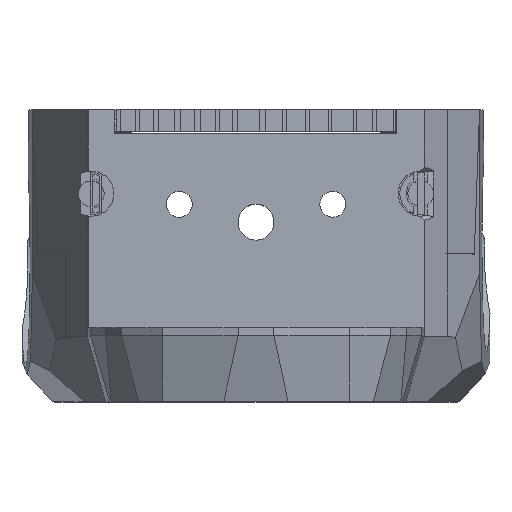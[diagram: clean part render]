
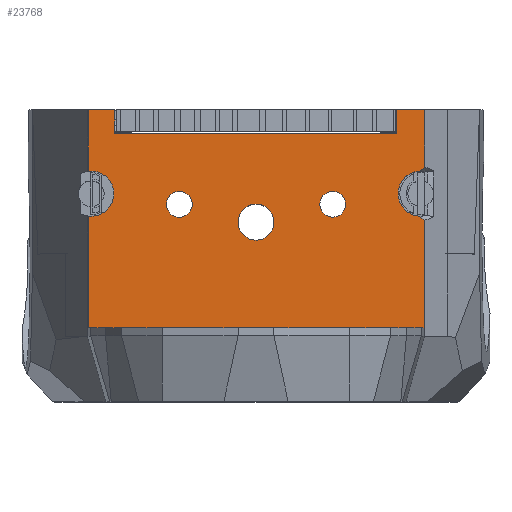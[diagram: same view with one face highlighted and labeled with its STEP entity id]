
A CAD part, top view. The second image highlights one B-rep face of the part: STEP entity #23768.
In plain terms, the highlighted planar face has unit normal (0, 0, 1).
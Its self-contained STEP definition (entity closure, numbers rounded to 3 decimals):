
#226=FACE_BOUND('',#3958,.T.);
#227=FACE_BOUND('',#3959,.T.);
#228=FACE_BOUND('',#3960,.T.);
#360=B_SPLINE_CURVE_WITH_KNOTS('',3,(#44587,#44588,#44589,#44590,#44591,
#44592),.UNSPECIFIED.,.F.,.F.,(4,2,4),(0.,0.034,0.069),
 .UNSPECIFIED.);
#366=B_SPLINE_CURVE_WITH_KNOTS('',3,(#44670,#44671,#44672,#44673,#44674,
#44675),.UNSPECIFIED.,.F.,.F.,(4,2,4),(0.,0.034,0.069),
 .UNSPECIFIED.);
#1385=PLANE('',#26303);
#2625=FACE_OUTER_BOUND('',#3957,.T.);
#3957=EDGE_LOOP('',(#21349,#21350,#21351,#21352,#21353,#21354,#21355,#21356,
#21357,#21358,#21359,#21360,#21361,#21362));
#3958=EDGE_LOOP('',(#21363));
#3959=EDGE_LOOP('',(#21364));
#3960=EDGE_LOOP('',(#21365));
#6099=LINE('',#44726,#8397);
#6100=LINE('',#44728,#8398);
#6101=LINE('',#44730,#8399);
#6102=LINE('',#44732,#8400);
#6103=LINE('',#44734,#8401);
#6104=LINE('',#44736,#8402);
#6105=LINE('',#44738,#8403);
#6106=LINE('',#44742,#8404);
#6107=LINE('',#44744,#8405);
#6108=LINE('',#44745,#8406);
#8397=VECTOR('',#32738,10.);
#8398=VECTOR('',#32739,10.);
#8399=VECTOR('',#32740,10.);
#8400=VECTOR('',#32741,10.);
#8401=VECTOR('',#32742,10.);
#8402=VECTOR('',#32743,10.);
#8403=VECTOR('',#32744,10.);
#8404=VECTOR('',#32747,10.);
#8405=VECTOR('',#32748,10.);
#8406=VECTOR('',#32749,10.);
#9684=CIRCLE('',#26302,2.8);
#9685=CIRCLE('',#26304,2.8);
#9686=CIRCLE('',#26305,2.223);
#9687=CIRCLE('',#26306,1.6);
#9688=CIRCLE('',#26307,1.6);
#11647=VERTEX_POINT('',#44581);
#11648=VERTEX_POINT('',#44586);
#11666=VERTEX_POINT('',#44664);
#11667=VERTEX_POINT('',#44669);
#11670=VERTEX_POINT('',#44725);
#11671=VERTEX_POINT('',#44727);
#11672=VERTEX_POINT('',#44729);
#11673=VERTEX_POINT('',#44731);
#11674=VERTEX_POINT('',#44733);
#11675=VERTEX_POINT('',#44735);
#11676=VERTEX_POINT('',#44737);
#11677=VERTEX_POINT('',#44739);
#11678=VERTEX_POINT('',#44741);
#11679=VERTEX_POINT('',#44743);
#11680=VERTEX_POINT('',#44746);
#11681=VERTEX_POINT('',#44748);
#11682=VERTEX_POINT('',#44750);
#14915=EDGE_CURVE('',#11647,#11648,#360,.T.);
#14939=EDGE_CURVE('',#11666,#11667,#366,.T.);
#14946=EDGE_CURVE('',#11647,#11667,#9684,.T.);
#14947=EDGE_CURVE('',#11670,#11666,#6099,.F.);
#14948=EDGE_CURVE('',#11671,#11670,#6100,.T.);
#14949=EDGE_CURVE('',#11672,#11671,#6101,.F.);
#14950=EDGE_CURVE('',#11673,#11672,#6102,.F.);
#14951=EDGE_CURVE('',#11674,#11673,#6103,.F.);
#14952=EDGE_CURVE('',#11675,#11674,#6104,.T.);
#14953=EDGE_CURVE('',#11676,#11675,#6105,.F.);
#14954=EDGE_CURVE('',#11676,#11677,#9685,.T.);
#14955=EDGE_CURVE('',#11678,#11677,#6106,.F.);
#14956=EDGE_CURVE('',#11679,#11678,#6107,.T.);
#14957=EDGE_CURVE('',#11648,#11679,#6108,.F.);
#14958=EDGE_CURVE('',#11680,#11680,#9686,.T.);
#14959=EDGE_CURVE('',#11681,#11681,#9687,.T.);
#14960=EDGE_CURVE('',#11682,#11682,#9688,.T.);
#21349=ORIENTED_EDGE('',*,*,#14915,.F.);
#21350=ORIENTED_EDGE('',*,*,#14946,.T.);
#21351=ORIENTED_EDGE('',*,*,#14939,.F.);
#21352=ORIENTED_EDGE('',*,*,#14947,.F.);
#21353=ORIENTED_EDGE('',*,*,#14948,.F.);
#21354=ORIENTED_EDGE('',*,*,#14949,.F.);
#21355=ORIENTED_EDGE('',*,*,#14950,.F.);
#21356=ORIENTED_EDGE('',*,*,#14951,.F.);
#21357=ORIENTED_EDGE('',*,*,#14952,.F.);
#21358=ORIENTED_EDGE('',*,*,#14953,.F.);
#21359=ORIENTED_EDGE('',*,*,#14954,.T.);
#21360=ORIENTED_EDGE('',*,*,#14955,.F.);
#21361=ORIENTED_EDGE('',*,*,#14956,.F.);
#21362=ORIENTED_EDGE('',*,*,#14957,.F.);
#21363=ORIENTED_EDGE('',*,*,#14958,.T.);
#21364=ORIENTED_EDGE('',*,*,#14959,.T.);
#21365=ORIENTED_EDGE('',*,*,#14960,.T.);
#23768=ADVANCED_FACE('',(#2625,#226,#227,#228),#1385,.F.);
#26302=AXIS2_PLACEMENT_3D('',#44723,#32734,#32735);
#26303=AXIS2_PLACEMENT_3D('',#44724,#32736,#32737);
#26304=AXIS2_PLACEMENT_3D('',#44740,#32745,#32746);
#26305=AXIS2_PLACEMENT_3D('',#44747,#32750,#32751);
#26306=AXIS2_PLACEMENT_3D('',#44749,#32752,#32753);
#26307=AXIS2_PLACEMENT_3D('',#44751,#32754,#32755);
#32734=DIRECTION('center_axis',(0.,0.,-1.));
#32735=DIRECTION('ref_axis',(-1.,0.,0.));
#32736=DIRECTION('center_axis',(0.,0.,-1.));
#32737=DIRECTION('ref_axis',(1.,0.,0.));
#32738=DIRECTION('',(0.,1.,0.));
#32739=DIRECTION('',(1.,0.,0.));
#32740=DIRECTION('',(0.,-1.,0.));
#32741=DIRECTION('',(-1.,0.,0.));
#32742=DIRECTION('',(0.,1.,0.));
#32743=DIRECTION('',(1.,0.,0.));
#32744=DIRECTION('',(0.,-1.,0.));
#32745=DIRECTION('center_axis',(0.,0.,-1.));
#32746=DIRECTION('ref_axis',(-1.,0.,0.));
#32747=DIRECTION('',(0.,-1.,0.));
#32748=DIRECTION('',(-1.,0.,0.));
#32749=DIRECTION('',(0.,1.,0.));
#32750=DIRECTION('center_axis',(0.,0.,-1.));
#32751=DIRECTION('ref_axis',(-1.,0.,0.));
#32752=DIRECTION('center_axis',(0.,0.,-1.));
#32753=DIRECTION('ref_axis',(-1.,0.,0.));
#32754=DIRECTION('center_axis',(0.,0.,-1.));
#32755=DIRECTION('ref_axis',(-1.,0.,0.));
#44581=CARTESIAN_POINT('',(20.351,-23.88,289.806));
#44586=CARTESIAN_POINT('',(20.851,-24.353,289.806));
#44587=CARTESIAN_POINT('Ctrl Pts',(20.351,-23.88,289.806));
#44588=CARTESIAN_POINT('Ctrl Pts',(20.434,-23.959,289.806));
#44589=CARTESIAN_POINT('Ctrl Pts',(20.518,-24.037,289.806));
#44590=CARTESIAN_POINT('Ctrl Pts',(20.684,-24.195,289.806));
#44591=CARTESIAN_POINT('Ctrl Pts',(20.767,-24.274,289.806));
#44592=CARTESIAN_POINT('Ctrl Pts',(20.851,-24.353,289.806));
#44664=CARTESIAN_POINT('',(20.851,-17.811,289.806));
#44669=CARTESIAN_POINT('',(20.351,-18.283,289.806));
#44670=CARTESIAN_POINT('Ctrl Pts',(20.851,-17.811,289.806));
#44671=CARTESIAN_POINT('Ctrl Pts',(20.767,-17.89,289.806));
#44672=CARTESIAN_POINT('Ctrl Pts',(20.684,-17.968,289.806));
#44673=CARTESIAN_POINT('Ctrl Pts',(20.518,-18.126,289.806));
#44674=CARTESIAN_POINT('Ctrl Pts',(20.434,-18.205,289.806));
#44675=CARTESIAN_POINT('Ctrl Pts',(20.351,-18.283,289.806));
#44723=CARTESIAN_POINT('Origin',(20.448,-21.082,289.806));
#44724=CARTESIAN_POINT('Origin',(-29.,-10.682,289.806));
#44725=CARTESIAN_POINT('',(20.851,-10.682,289.806));
#44726=CARTESIAN_POINT('',(20.851,-24.694,289.806));
#44727=CARTESIAN_POINT('',(17.5,-10.682,289.806));
#44728=CARTESIAN_POINT('',(-0.636,-10.682,289.806));
#44729=CARTESIAN_POINT('',(17.5,-13.632,289.806));
#44730=CARTESIAN_POINT('',(17.5,-12.157,289.806));
#44731=CARTESIAN_POINT('',(-17.468,-13.632,289.806));
#44732=CARTESIAN_POINT('',(-23.234,-13.632,289.806));
#44733=CARTESIAN_POINT('',(-17.468,-10.682,289.806));
#44734=CARTESIAN_POINT('',(-17.468,-8.591,289.806));
#44735=CARTESIAN_POINT('',(-20.739,-10.682,289.806));
#44736=CARTESIAN_POINT('',(-0.636,-10.682,289.806));
#44737=CARTESIAN_POINT('',(-20.739,-18.308,289.806));
#44738=CARTESIAN_POINT('',(-20.739,-24.694,289.806));
#44739=CARTESIAN_POINT('',(-20.739,-23.855,289.806));
#44740=CARTESIAN_POINT('Origin',(-20.352,-21.082,289.806));
#44741=CARTESIAN_POINT('',(-20.739,-38.705,289.806));
#44742=CARTESIAN_POINT('',(-20.739,-24.694,289.806));
#44743=CARTESIAN_POINT('',(20.851,-38.705,289.806));
#44744=CARTESIAN_POINT('',(-28.288,-38.705,289.806));
#44745=CARTESIAN_POINT('',(20.851,-24.694,289.806));
#44746=CARTESIAN_POINT('',(2.274,-24.611,289.806));
#44747=CARTESIAN_POINT('Origin',(0.051,-24.611,289.806));
#44748=CARTESIAN_POINT('',(-7.85,-22.4,289.806));
#44749=CARTESIAN_POINT('Origin',(-9.45,-22.4,289.806));
#44750=CARTESIAN_POINT('',(11.149,-22.397,289.806));
#44751=CARTESIAN_POINT('Origin',(9.549,-22.397,289.806));
